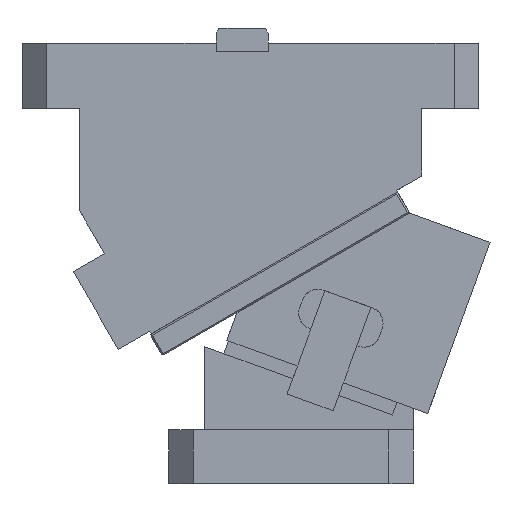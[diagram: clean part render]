
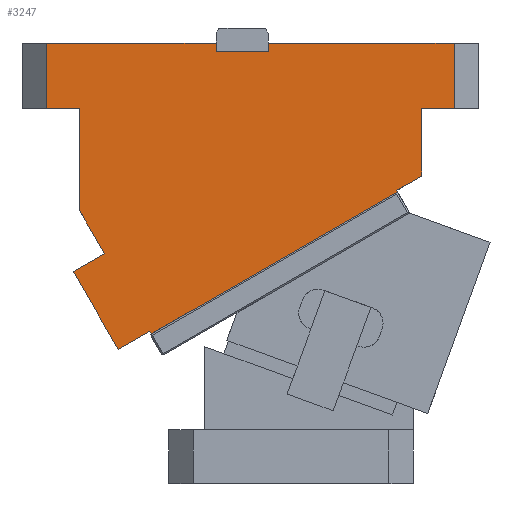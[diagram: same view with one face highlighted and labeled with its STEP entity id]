
A CAD part, front view. The second image highlights one B-rep face of the part: STEP entity #3247.
In plain terms, the highlighted planar face has unit normal (0, -1, 0).
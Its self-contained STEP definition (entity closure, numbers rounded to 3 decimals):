
#2629=CARTESIAN_POINT('Vertex',(-75.,0.,270.)) ;
#2632=CARTESIAN_POINT('Line Origine',(-52.5,0.,270.)) ;
#2636=CARTESIAN_POINT('Vertex',(-30.,0.,270.)) ;
#2639=CARTESIAN_POINT('Line Origine',(-0.5,0.,270.)) ;
#2643=CARTESIAN_POINT('Vertex',(29.,0.,270.)) ;
#2902=CARTESIAN_POINT('Vertex',(-55.,0.,230.)) ;
#2905=CARTESIAN_POINT('Line Origine',(-65.,0.,230.)) ;
#2909=CARTESIAN_POINT('Vertex',(-75.,0.,230.)) ;
#3097=CARTESIAN_POINT('Axis2P3D Location',(-21.561,0.,148.947)) ;
#3102=CARTESIAN_POINT('Line Origine',(61.,0.,267.5)) ;
#3106=CARTESIAN_POINT('Vertex',(61.,0.,265.)) ;
#3108=CARTESIAN_POINT('Vertex',(61.,0.,270.)) ;
#3111=CARTESIAN_POINT('Line Origine',(45.,0.,265.)) ;
#3115=CARTESIAN_POINT('Vertex',(29.,0.,265.)) ;
#3118=CARTESIAN_POINT('Line Origine',(29.,0.,267.5)) ;
#3123=CARTESIAN_POINT('Line Origine',(-75.,0.,250.)) ;
#3128=CARTESIAN_POINT('Line Origine',(-55.,0.,198.933)) ;
#3132=CARTESIAN_POINT('Vertex',(-55.,0.,167.865)) ;
#3135=CARTESIAN_POINT('Line Origine',(-47.224,0.,154.397)) ;
#3139=CARTESIAN_POINT('Vertex',(-39.448,0.,140.929)) ;
#3142=CARTESIAN_POINT('Line Origine',(-48.975,0.,135.429)) ;
#3146=CARTESIAN_POINT('Vertex',(-58.501,0.,129.929)) ;
#3149=CARTESIAN_POINT('Line Origine',(-44.751,0.,106.113)) ;
#3153=CARTESIAN_POINT('Vertex',(-31.001,0.,82.298)) ;
#3156=CARTESIAN_POINT('Line Origine',(-21.475,0.,87.798)) ;
#3160=CARTESIAN_POINT('Vertex',(-11.948,0.,93.298)) ;
#3163=CARTESIAN_POINT('Line Origine',(-11.448,0.,92.432)) ;
#3167=CARTESIAN_POINT('Vertex',(-10.948,0.,91.566)) ;
#3170=CARTESIAN_POINT('Line Origine',(64.612,0.,135.191)) ;
#3174=CARTESIAN_POINT('Vertex',(140.173,0.,178.816)) ;
#3177=CARTESIAN_POINT('Line Origine',(139.923,0.,179.249)) ;
#3181=CARTESIAN_POINT('Vertex',(139.673,0.,179.682)) ;
#3184=CARTESIAN_POINT('Line Origine',(147.337,0.,184.106)) ;
#3188=CARTESIAN_POINT('Vertex',(155.,0.,188.531)) ;
#3191=CARTESIAN_POINT('Line Origine',(155.,0.,209.265)) ;
#3195=CARTESIAN_POINT('Vertex',(155.,0.,230.)) ;
#3198=CARTESIAN_POINT('Line Origine',(165.,0.,230.)) ;
#3202=CARTESIAN_POINT('Vertex',(175.,0.,230.)) ;
#3205=CARTESIAN_POINT('Line Origine',(175.,0.,250.)) ;
#3209=CARTESIAN_POINT('Vertex',(175.,0.,270.)) ;
#3212=CARTESIAN_POINT('Line Origine',(168.5,0.,270.)) ;
#3216=CARTESIAN_POINT('Vertex',(162.,0.,270.)) ;
#3219=CARTESIAN_POINT('Line Origine',(111.5,0.,270.)) ;
#2633=DIRECTION('Vector Direction',(1.,0.,0.)) ;
#2640=DIRECTION('Vector Direction',(-1.,0.,0.)) ;
#2906=DIRECTION('Vector Direction',(1.,0.,0.)) ;
#3098=DIRECTION('Axis2P3D Direction',(0.,-1.,0.)) ;
#3099=DIRECTION('Axis2P3D XDirection',(0.5,0.,-0.866)) ;
#3103=DIRECTION('Vector Direction',(0.,0.,1.)) ;
#3112=DIRECTION('Vector Direction',(1.,0.,0.)) ;
#3119=DIRECTION('Vector Direction',(0.,0.,1.)) ;
#3124=DIRECTION('Vector Direction',(0.,0.,-1.)) ;
#3129=DIRECTION('Vector Direction',(0.,0.,-1.)) ;
#3136=DIRECTION('Vector Direction',(0.5,0.,-0.866)) ;
#3143=DIRECTION('Vector Direction',(0.866,0.,0.5)) ;
#3150=DIRECTION('Vector Direction',(0.5,0.,-0.866)) ;
#3157=DIRECTION('Vector Direction',(0.866,0.,0.5)) ;
#3164=DIRECTION('Vector Direction',(0.5,0.,-0.866)) ;
#3171=DIRECTION('Vector Direction',(-0.866,0.,-0.5)) ;
#3178=DIRECTION('Vector Direction',(0.5,0.,-0.866)) ;
#3185=DIRECTION('Vector Direction',(-0.866,0.,-0.5)) ;
#3192=DIRECTION('Vector Direction',(0.,0.,-1.)) ;
#3199=DIRECTION('Vector Direction',(-1.,0.,0.)) ;
#3206=DIRECTION('Vector Direction',(0.,0.,1.)) ;
#3213=DIRECTION('Vector Direction',(-1.,0.,0.)) ;
#3220=DIRECTION('Vector Direction',(-1.,0.,0.)) ;
#3100=AXIS2_PLACEMENT_3D('Plane Axis2P3D',#3097,#3098,#3099) ;
#3225=ORIENTED_EDGE('',*,*,#3110,.F.) ;
#3226=ORIENTED_EDGE('',*,*,#3117,.F.) ;
#3227=ORIENTED_EDGE('',*,*,#3122,.T.) ;
#3228=ORIENTED_EDGE('',*,*,#2645,.T.) ;
#3229=ORIENTED_EDGE('',*,*,#2638,.F.) ;
#3230=ORIENTED_EDGE('',*,*,#3127,.T.) ;
#3231=ORIENTED_EDGE('',*,*,#2911,.T.) ;
#3232=ORIENTED_EDGE('',*,*,#3134,.T.) ;
#3233=ORIENTED_EDGE('',*,*,#3141,.T.) ;
#3234=ORIENTED_EDGE('',*,*,#3148,.F.) ;
#3235=ORIENTED_EDGE('',*,*,#3155,.F.) ;
#3236=ORIENTED_EDGE('',*,*,#3162,.T.) ;
#3237=ORIENTED_EDGE('',*,*,#3169,.T.) ;
#3238=ORIENTED_EDGE('',*,*,#3176,.F.) ;
#3239=ORIENTED_EDGE('',*,*,#3183,.F.) ;
#3240=ORIENTED_EDGE('',*,*,#3190,.F.) ;
#3241=ORIENTED_EDGE('',*,*,#3197,.F.) ;
#3242=ORIENTED_EDGE('',*,*,#3204,.F.) ;
#3243=ORIENTED_EDGE('',*,*,#3211,.T.) ;
#3244=ORIENTED_EDGE('',*,*,#3218,.T.) ;
#3245=ORIENTED_EDGE('',*,*,#3223,.T.) ;
#2634=VECTOR('Line Direction',#2633,1.) ;
#2641=VECTOR('Line Direction',#2640,1.) ;
#2907=VECTOR('Line Direction',#2906,1.) ;
#3104=VECTOR('Line Direction',#3103,1.) ;
#3113=VECTOR('Line Direction',#3112,1.) ;
#3120=VECTOR('Line Direction',#3119,1.) ;
#3125=VECTOR('Line Direction',#3124,1.) ;
#3130=VECTOR('Line Direction',#3129,1.) ;
#3137=VECTOR('Line Direction',#3136,1.) ;
#3144=VECTOR('Line Direction',#3143,1.) ;
#3151=VECTOR('Line Direction',#3150,1.) ;
#3158=VECTOR('Line Direction',#3157,1.) ;
#3165=VECTOR('Line Direction',#3164,1.) ;
#3172=VECTOR('Line Direction',#3171,1.) ;
#3179=VECTOR('Line Direction',#3178,1.) ;
#3186=VECTOR('Line Direction',#3185,1.) ;
#3193=VECTOR('Line Direction',#3192,1.) ;
#3200=VECTOR('Line Direction',#3199,1.) ;
#3207=VECTOR('Line Direction',#3206,1.) ;
#3214=VECTOR('Line Direction',#3213,1.) ;
#3221=VECTOR('Line Direction',#3220,1.) ;
#3247=ADVANCED_FACE('CAM HOLDER',(#3246),#3101,.T.) ;
#2638=EDGE_CURVE('',#2630,#2637,#2635,.T.) ;
#2645=EDGE_CURVE('',#2644,#2637,#2642,.T.) ;
#2911=EDGE_CURVE('',#2910,#2903,#2908,.T.) ;
#3110=EDGE_CURVE('',#3107,#3109,#3105,.T.) ;
#3117=EDGE_CURVE('',#3116,#3107,#3114,.T.) ;
#3122=EDGE_CURVE('',#3116,#2644,#3121,.T.) ;
#3127=EDGE_CURVE('',#2630,#2910,#3126,.T.) ;
#3134=EDGE_CURVE('',#2903,#3133,#3131,.T.) ;
#3141=EDGE_CURVE('',#3133,#3140,#3138,.T.) ;
#3148=EDGE_CURVE('',#3147,#3140,#3145,.T.) ;
#3155=EDGE_CURVE('',#3154,#3147,#3152,.F.) ;
#3162=EDGE_CURVE('',#3154,#3161,#3159,.T.) ;
#3169=EDGE_CURVE('',#3161,#3168,#3166,.T.) ;
#3176=EDGE_CURVE('',#3175,#3168,#3173,.T.) ;
#3183=EDGE_CURVE('',#3182,#3175,#3180,.T.) ;
#3190=EDGE_CURVE('',#3189,#3182,#3187,.T.) ;
#3197=EDGE_CURVE('',#3196,#3189,#3194,.T.) ;
#3204=EDGE_CURVE('',#3203,#3196,#3201,.T.) ;
#3211=EDGE_CURVE('',#3203,#3210,#3208,.T.) ;
#3218=EDGE_CURVE('',#3210,#3217,#3215,.T.) ;
#3223=EDGE_CURVE('',#3217,#3109,#3222,.T.) ;
#3224=EDGE_LOOP('',(#3225,#3226,#3227,#3228,#3229,#3230,#3231,#3232,#3233,#3234,#3235,#3236,#3237,#3238,#3239,#3240,#3241,#3242,#3243,#3244,#3245)) ;
#3246=FACE_OUTER_BOUND('',#3224,.T.) ;
#2635=LINE('Line',#2632,#2634) ;
#2642=LINE('Line',#2639,#2641) ;
#2908=LINE('Line',#2905,#2907) ;
#3105=LINE('Line',#3102,#3104) ;
#3114=LINE('Line',#3111,#3113) ;
#3121=LINE('Line',#3118,#3120) ;
#3126=LINE('Line',#3123,#3125) ;
#3131=LINE('Line',#3128,#3130) ;
#3138=LINE('Line',#3135,#3137) ;
#3145=LINE('Line',#3142,#3144) ;
#3152=LINE('Line',#3149,#3151) ;
#3159=LINE('Line',#3156,#3158) ;
#3166=LINE('Line',#3163,#3165) ;
#3173=LINE('Line',#3170,#3172) ;
#3180=LINE('Line',#3177,#3179) ;
#3187=LINE('Line',#3184,#3186) ;
#3194=LINE('Line',#3191,#3193) ;
#3201=LINE('Line',#3198,#3200) ;
#3208=LINE('Line',#3205,#3207) ;
#3215=LINE('Line',#3212,#3214) ;
#3222=LINE('Line',#3219,#3221) ;
#3101=PLANE('Plane',#3100) ;
#2630=VERTEX_POINT('',#2629) ;
#2637=VERTEX_POINT('',#2636) ;
#2644=VERTEX_POINT('',#2643) ;
#2903=VERTEX_POINT('',#2902) ;
#2910=VERTEX_POINT('',#2909) ;
#3107=VERTEX_POINT('',#3106) ;
#3109=VERTEX_POINT('',#3108) ;
#3116=VERTEX_POINT('',#3115) ;
#3133=VERTEX_POINT('',#3132) ;
#3140=VERTEX_POINT('',#3139) ;
#3147=VERTEX_POINT('',#3146) ;
#3154=VERTEX_POINT('',#3153) ;
#3161=VERTEX_POINT('',#3160) ;
#3168=VERTEX_POINT('',#3167) ;
#3175=VERTEX_POINT('',#3174) ;
#3182=VERTEX_POINT('',#3181) ;
#3189=VERTEX_POINT('',#3188) ;
#3196=VERTEX_POINT('',#3195) ;
#3203=VERTEX_POINT('',#3202) ;
#3210=VERTEX_POINT('',#3209) ;
#3217=VERTEX_POINT('',#3216) ;
